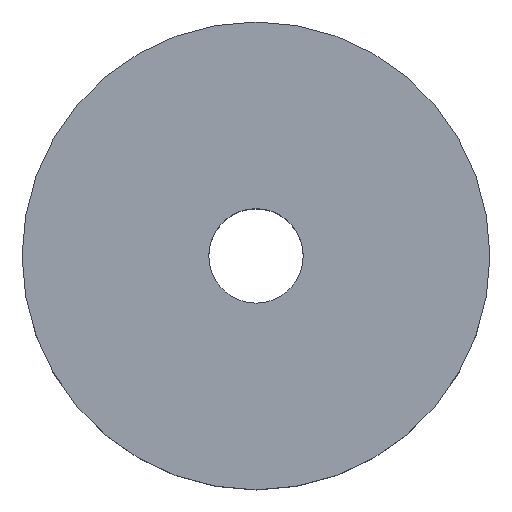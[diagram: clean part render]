
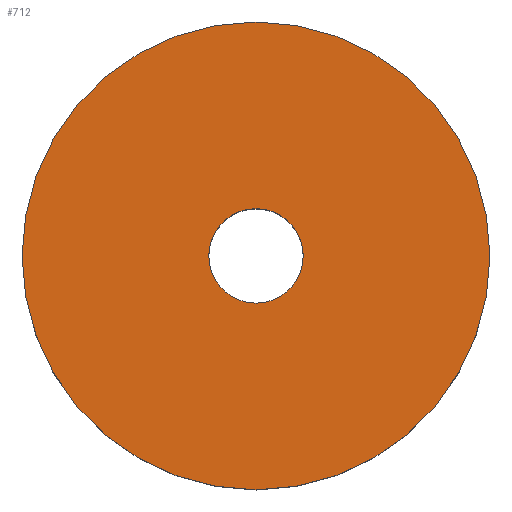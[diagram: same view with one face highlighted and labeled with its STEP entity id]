
A CAD part, top view. The second image highlights one B-rep face of the part: STEP entity #712.
In plain terms, the highlighted planar face has unit normal (0, 0, 1).
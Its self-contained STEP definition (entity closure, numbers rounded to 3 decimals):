
#283=CARTESIAN_POINT('',(0.,0.,0.));
#284=DIRECTION('',(0.,0.,-1.));
#285=DIRECTION('',(0.,1.,0.));
#286=AXIS2_PLACEMENT_3D('',#283,#284,#285);
#291=CARTESIAN_POINT('',(0.,0.,0.));
#292=DIRECTION('',(0.,0.,1.));
#293=DIRECTION('',(0.,1.,0.));
#294=AXIS2_PLACEMENT_3D('',#291,#292,#293);
#299=CARTESIAN_POINT('',(0.,0.,0.));
#300=DIRECTION('',(0.,0.,-1.));
#301=DIRECTION('',(0.,1.,0.));
#302=AXIS2_PLACEMENT_3D('',#299,#300,#301);
#307=CARTESIAN_POINT('',(0.,0.,0.));
#308=DIRECTION('',(0.,0.,-1.));
#309=DIRECTION('',(0.,-1.,0.));
#310=AXIS2_PLACEMENT_3D('',#307,#308,#309);
#387=CARTESIAN_POINT('',(0.,5.,0.));
#388=VERTEX_POINT('',#387);
#389=CARTESIAN_POINT('',(0.,-5.,0.));
#390=VERTEX_POINT('',#389);
#424=CARTESIAN_POINT('',(0.,24.75,0.));
#426=VERTEX_POINT('',#424);
#428=CARTESIAN_POINT('',(0.,-24.75,0.));
#430=VERTEX_POINT('',#428);
#697=CARTESIAN_POINT('',(0.,0.,0.));
#698=DIRECTION('',(0.,0.,1.));
#699=DIRECTION('',(0.,1.,0.));
#700=AXIS2_PLACEMENT_3D('',#697,#698,#699);
#701=PLANE('',#700);
#702=ORIENTED_EDGE('',*,*,#692,.T.);
#703=ORIENTED_EDGE('',*,*,#676,.F.);
#704=EDGE_LOOP('',(#702,#703));
#705=FACE_OUTER_BOUND('',#704,.F.);
#707=ORIENTED_EDGE('',*,*,#706,.F.);
#709=ORIENTED_EDGE('',*,*,#708,.F.);
#710=EDGE_LOOP('',(#707,#709));
#711=FACE_BOUND('',#710,.F.);
#287=CIRCLE('',#286,24.75);
#295=CIRCLE('',#294,24.75);
#303=CIRCLE('',#302,5.);
#311=CIRCLE('',#310,5.);
#676=EDGE_CURVE('',#426,#430,#295,.T.);
#692=EDGE_CURVE('',#426,#430,#287,.T.);
#706=EDGE_CURVE('',#388,#390,#303,.T.);
#708=EDGE_CURVE('',#390,#388,#311,.T.);
#712=ADVANCED_FACE('',(#705,#711),#701,.T.);
